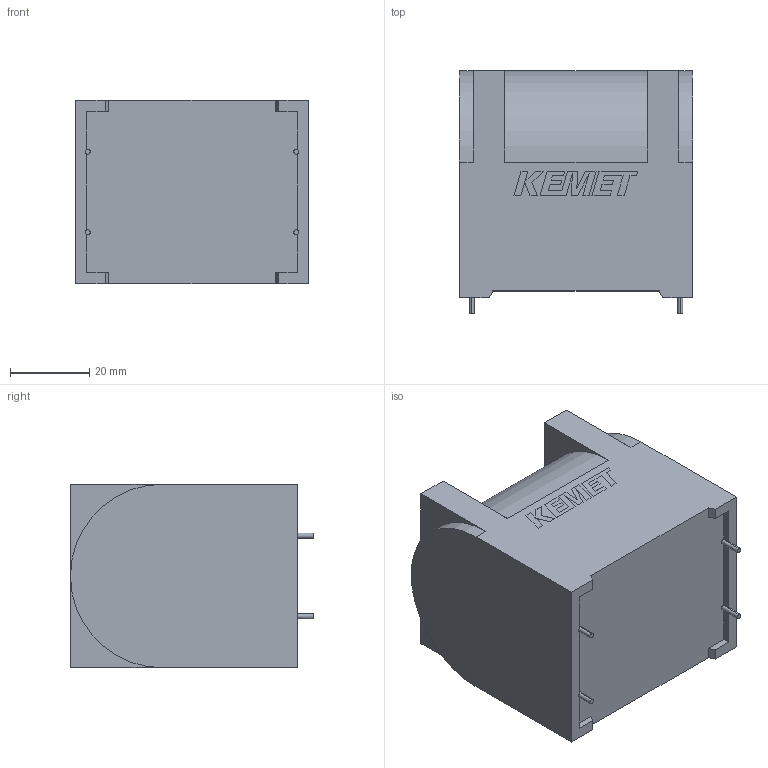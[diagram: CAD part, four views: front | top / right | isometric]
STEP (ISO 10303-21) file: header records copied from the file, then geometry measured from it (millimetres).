
FILE_DESCRIPTION (( 'STEP AP214' ), '1' );
FILE_NAME ('CFP_RB4_57.5X56X45_L58.7H57.2T46.2S52.5S120.3LL4F1.25.STEP', '2023-12-18T21:56:19', ( '' ), ( '' ), 'SwSTEP 2.0', 'SolidWorks 2021', '' );
FILE_SCHEMA (( 'AUTOMOTIVE_DESIGN' ));
Length unit declared in the file: millimetre
Products named in the file (1): CFP_RB4_57.5X56X45_L58.7H57.2T46.2S52.5S120.3LL4F1.25
Bounding box: 58.7 x 61.2 x 46.2 mm (x, y, z)
Volume: 141279.5 mm3; surface area: 17362.5 mm2
Topology: 4 solids, 4 shells, 103 faces, 281 edges, 186 vertices
Faces by surface type: plane 92, cylinder 11
Entity records: 3784 total; most frequent: CARTESIAN_POINT 571, ORIENTED_EDGE 562, DIRECTION 523, EDGE_CURVE 281, LINE 247, VECTOR 247, VERTEX_POINT 186, AXIS2_PLACEMENT_3D 138
